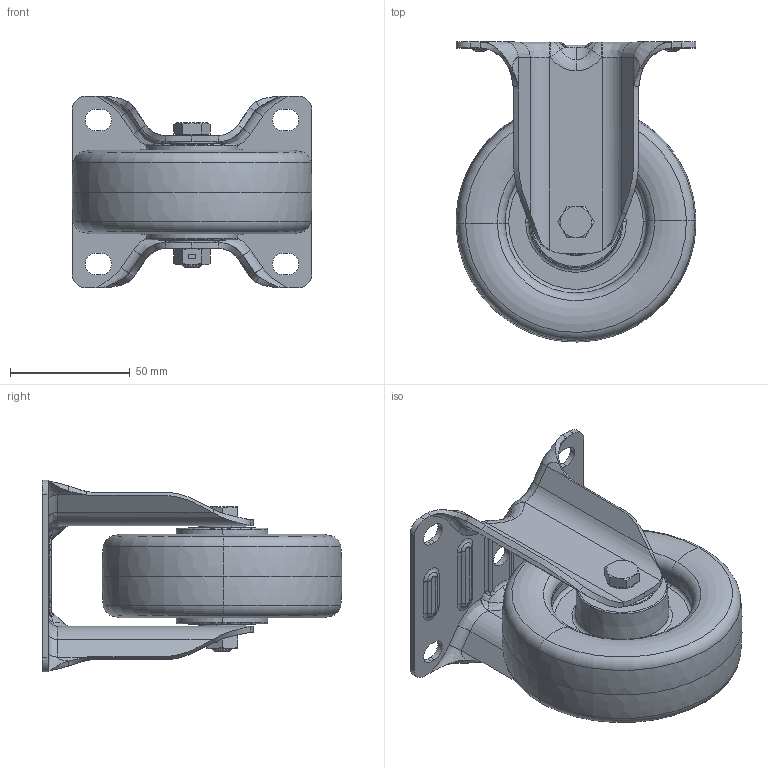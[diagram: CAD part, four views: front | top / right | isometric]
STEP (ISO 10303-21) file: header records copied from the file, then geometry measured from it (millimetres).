
FILE_DESCRIPTION (( 'STEP AP214' ), '1' );
FILE_NAME ('0055689.step', '2023-11-15T10:17:15', ( '' ), ( '' ), 'SwSTEP 2.0', 'SolidWorks 2020', '' );
FILE_SCHEMA (( 'AUTOMOTIVE_DESIGN' ));
Length unit declared in the file: millimetre
Products named in the file (1): 0055689
Bounding box: 100 x 124.99 x 80 mm (x, y, z)
Volume: 264248.4 mm3; surface area: 114328.7 mm2
Topology: 18 solids, 18 shells, 840 faces, 2098 edges, 1302 vertices
Faces by surface type: plane 216, torus 198, cylinder 180, bspline 156, cone 90
Entity records: 45717 total; most frequent: CARTESIAN_POINT 17715, ORIENTED_EDGE 4180, DIRECTION 3506, EDGE_CURVE 2090, AXIS2_PLACEMENT_3D 1497, VERTEX_POINT 1302, EDGE_LOOP 902, UNCERTAINTY_MEASURE_WITH_UNIT 860
